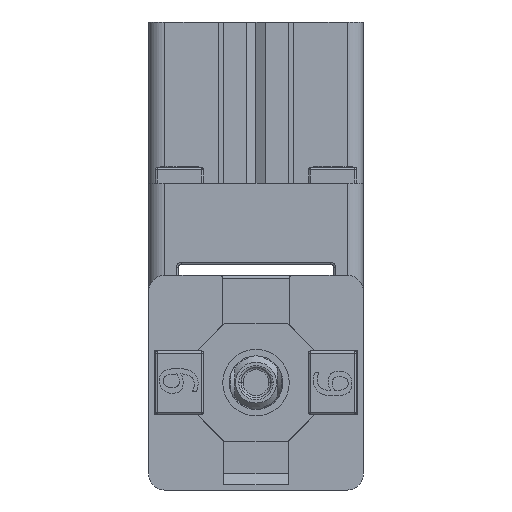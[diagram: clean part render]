
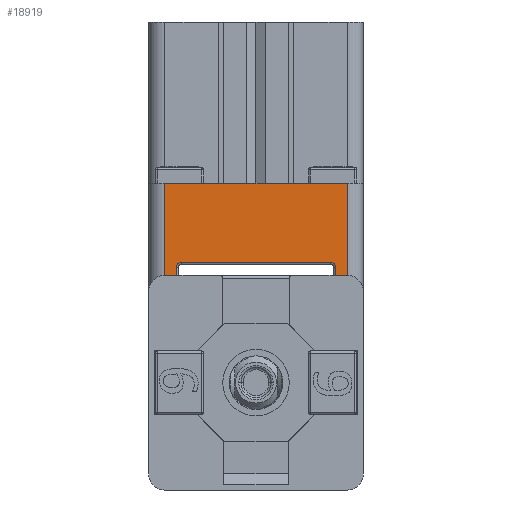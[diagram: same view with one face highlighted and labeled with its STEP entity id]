
A CAD part, front view. The second image highlights one B-rep face of the part: STEP entity #18919.
In plain terms, the highlighted face is planar.
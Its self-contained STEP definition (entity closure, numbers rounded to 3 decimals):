
#169 = VERTEX_POINT ( 'NONE', #26632 ) ;
#613 = CARTESIAN_POINT ( 'NONE',  ( -8.5, 18.6, -10. ) ) ;
#616 = EDGE_CURVE ( 'NONE', #19073, #19634, #20185, .T. ) ;
#1052 = DIRECTION ( 'NONE',  ( 0., 0., 1. ) ) ;
#2434 = CIRCLE ( 'NONE', #25510, 0.5 ) ;
#3069 = ORIENTED_EDGE ( 'NONE', *, *, #19321, .T. ) ;
#3442 = EDGE_CURVE ( 'NONE', #11125, #19073, #26235, .T. ) ;
#4835 = EDGE_CURVE ( 'NONE', #15944, #11125, #2434, .T. ) ;
#4839 = CARTESIAN_POINT ( 'NONE',  ( 8.5, 28.6, -10. ) ) ;
#5016 = VECTOR ( 'NONE', #15220, 1000. ) ;
#5369 = EDGE_CURVE ( 'NONE', #169, #15944, #19038, .T. ) ;
#5427 = CARTESIAN_POINT ( 'NONE',  ( -7.45, 28.6, -10. ) ) ;
#6029 = ORIENTED_EDGE ( 'NONE', *, *, #4835, .T. ) ;
#6183 = DIRECTION ( 'NONE',  ( 0., 1., 0. ) ) ;
#6414 = CARTESIAN_POINT ( 'NONE',  ( -10., 0., -10. ) ) ;
#6442 = DIRECTION ( 'NONE',  ( -1., 0., 0. ) ) ;
#6659 = VECTOR ( 'NONE', #24452, 1000. ) ;
#6763 = EDGE_CURVE ( 'NONE', #18183, #169, #25737, .T. ) ;
#6937 = CARTESIAN_POINT ( 'NONE',  ( -7.45, 7.9, -10. ) ) ;
#7479 = AXIS2_PLACEMENT_3D ( 'NONE', #13555, #1052, #15650 ) ;
#7627 = LINE ( 'NONE', #12313, #22903 ) ;
#7848 = CARTESIAN_POINT ( 'NONE',  ( -10., 7.4, -10. ) ) ;
#8254 = CARTESIAN_POINT ( 'NONE',  ( -8.5, 0., -10. ) ) ;
#8431 = ORIENTED_EDGE ( 'NONE', *, *, #5369, .T. ) ;
#9034 = DIRECTION ( 'NONE',  ( 0., -1., 0. ) ) ;
#9202 = DIRECTION ( 'NONE',  ( 0., 0., 1. ) ) ;
#10544 = LINE ( 'NONE', #613, #5016 ) ;
#10965 = ORIENTED_EDGE ( 'NONE', *, *, #6763, .T. ) ;
#11071 = ORIENTED_EDGE ( 'NONE', *, *, #24543, .F. ) ;
#11125 = VERTEX_POINT ( 'NONE', #16460 ) ;
#11652 = ORIENTED_EDGE ( 'NONE', *, *, #26248, .T. ) ;
#11783 = LINE ( 'NONE', #6414, #22834 ) ;
#12313 = CARTESIAN_POINT ( 'NONE',  ( -10., 18.6, -10. ) ) ;
#12364 = CARTESIAN_POINT ( 'NONE',  ( 7.45, 28.6, -10. ) ) ;
#12398 = LINE ( 'NONE', #4839, #22784 ) ;
#13409 = VERTEX_POINT ( 'NONE', #18926 ) ;
#13555 = CARTESIAN_POINT ( 'NONE',  ( -6.95, 7.9, -10. ) ) ;
#13741 = EDGE_CURVE ( 'NONE', #17662, #18183, #18460, .T. ) ;
#13921 = VERTEX_POINT ( 'NONE', #8254 ) ;
#15161 = CARTESIAN_POINT ( 'NONE',  ( 7.45, 18.6, -10. ) ) ;
#15220 = DIRECTION ( 'NONE',  ( 0., 1., 0. ) ) ;
#15332 = VERTEX_POINT ( 'NONE', #26516 ) ;
#15448 = FACE_OUTER_BOUND ( 'NONE', #20811, .T. ) ;
#15650 = DIRECTION ( 'NONE',  ( -1., 0., 0. ) ) ;
#15944 = VERTEX_POINT ( 'NONE', #18419 ) ;
#16460 = CARTESIAN_POINT ( 'NONE',  ( 7.45, 7.9, -10. ) ) ;
#16495 = ORIENTED_EDGE ( 'NONE', *, *, #616, .T. ) ;
#16621 = CARTESIAN_POINT ( 'NONE',  ( -10., 28.6, -10. ) ) ;
#16799 = PLANE ( 'NONE',  #21950 ) ;
#17662 = VERTEX_POINT ( 'NONE', #23675 ) ;
#18183 = VERTEX_POINT ( 'NONE', #6937 ) ;
#18235 = VECTOR ( 'NONE', #24251, 1000. ) ;
#18419 = CARTESIAN_POINT ( 'NONE',  ( 6.95, 7.4, -10. ) ) ;
#18460 = LINE ( 'NONE', #5427, #24605 ) ;
#18654 = ORIENTED_EDGE ( 'NONE', *, *, #23471, .T. ) ;
#18910 = DIRECTION ( 'NONE',  ( 0., 0., -1. ) ) ;
#18919 = ADVANCED_FACE ( 'NONE', ( #15448 ), #16799, .T. ) ;
#18926 = CARTESIAN_POINT ( 'NONE',  ( -8.5, 18.6, -10. ) ) ;
#19038 = LINE ( 'NONE', #7848, #6659 ) ;
#19073 = VERTEX_POINT ( 'NONE', #15161 ) ;
#19321 = EDGE_CURVE ( 'NONE', #13409, #17662, #7627, .T. ) ;
#19634 = VERTEX_POINT ( 'NONE', #25793 ) ;
#20185 = LINE ( 'NONE', #26331, #18235 ) ;
#20269 = ORIENTED_EDGE ( 'NONE', *, *, #13741, .T. ) ;
#20729 = VECTOR ( 'NONE', #6183, 1000. ) ;
#20811 = EDGE_LOOP ( 'NONE', ( #6029, #22291, #16495, #11652, #11071, #18654, #3069, #20269, #10965, #8431 ) ) ;
#20942 = DIRECTION ( 'NONE',  ( 1., 0., 0. ) ) ;
#21621 = CARTESIAN_POINT ( 'NONE',  ( 6.95, 7.9, -10. ) ) ;
#21950 = AXIS2_PLACEMENT_3D ( 'NONE', #16621, #18910, #6442 ) ;
#22291 = ORIENTED_EDGE ( 'NONE', *, *, #3442, .T. ) ;
#22784 = VECTOR ( 'NONE', #9034, 1000. ) ;
#22834 = VECTOR ( 'NONE', #20942, 1000. ) ;
#22903 = VECTOR ( 'NONE', #24733, 1000. ) ;
#23471 = EDGE_CURVE ( 'NONE', #13921, #13409, #10544, .T. ) ;
#23675 = CARTESIAN_POINT ( 'NONE',  ( -7.45, 18.6, -10. ) ) ;
#23719 = DIRECTION ( 'NONE',  ( -1., 0., 0. ) ) ;
#24138 = DIRECTION ( 'NONE',  ( 0., -1., 0. ) ) ;
#24251 = DIRECTION ( 'NONE',  ( 1., 0., 0. ) ) ;
#24452 = DIRECTION ( 'NONE',  ( 1., 0., 0. ) ) ;
#24543 = EDGE_CURVE ( 'NONE', #13921, #15332, #11783, .T. ) ;
#24605 = VECTOR ( 'NONE', #24138, 1000. ) ;
#24733 = DIRECTION ( 'NONE',  ( 1., 0., 0. ) ) ;
#25510 = AXIS2_PLACEMENT_3D ( 'NONE', #21621, #9202, #23719 ) ;
#25737 = CIRCLE ( 'NONE', #7479, 0.5 ) ;
#25793 = CARTESIAN_POINT ( 'NONE',  ( 8.5, 18.6, -10. ) ) ;
#26235 = LINE ( 'NONE', #12364, #20729 ) ;
#26248 = EDGE_CURVE ( 'NONE', #19634, #15332, #12398, .T. ) ;
#26331 = CARTESIAN_POINT ( 'NONE',  ( -10., 18.6, -10. ) ) ;
#26516 = CARTESIAN_POINT ( 'NONE',  ( 8.5, 0., -10. ) ) ;
#26632 = CARTESIAN_POINT ( 'NONE',  ( -6.95, 7.4, -10. ) ) ;
